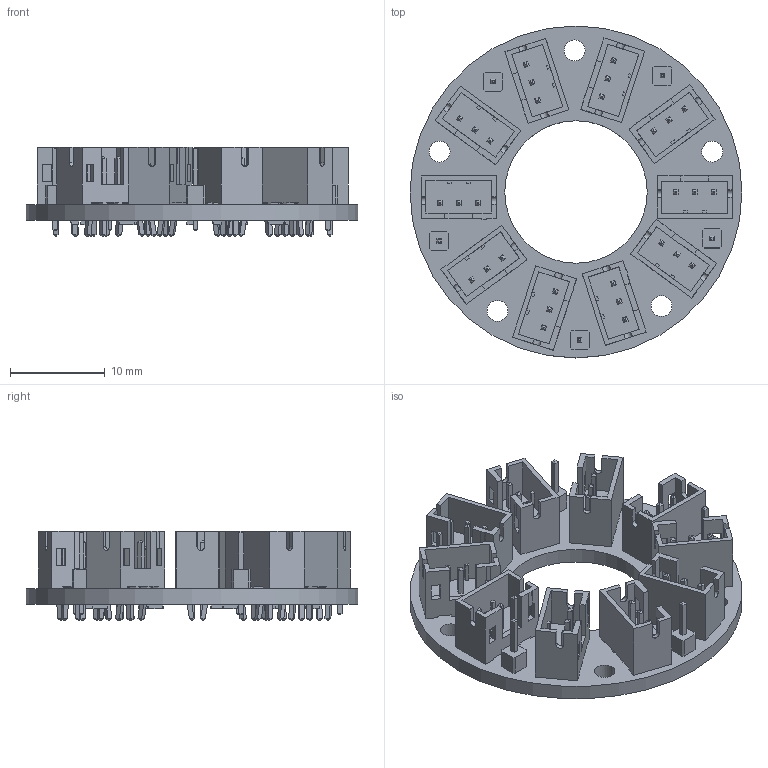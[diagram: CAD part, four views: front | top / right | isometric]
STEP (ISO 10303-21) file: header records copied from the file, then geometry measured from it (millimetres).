
FILE_DESCRIPTION(('KiCad electronic assembly'),'2;1');
FILE_NAME('LED_Board.step','2021-06-14T09:01:49',('An Author'),( 'A Company'),'Open CASCADE STEP processor 6.9', 'KiCad to STEP converter','Unknown');
FILE_SCHEMA(('AUTOMOTIVE_DESIGN { 1 0 10303 214 1 1 1 1 }'));
Length unit declared in the file: millimetre
Products named in the file (8): Open CASCADE STEP translator 6.9 1; PinHeader_1x01_P2.00mm_Vertical; SOLID; R_0603_1608Metric; JST_PH_B3B-PH-K_1x03_P2.00mm_Vertical; COMPOUND
Assembly tree (29 placements, depth 3):
  Open CASCADE STEP translator 6.9 1
    PinHeader_1x01_P2.00mm_Vertical  x5
      SOLID
    R_0603_1608Metric  x10
      SOLID
    JST_PH_B3B-PH-K_1x03_P2.00mm_Vertical  x10
      SOLID
    COMPOUND
Bounding box: 34.95 x 34.95 x 9.4 mm (x, y, z)
Volume: 2317.8 mm3; surface area: 5449.3 mm2
Topology: 26 solids, 26 shells, 1654 faces, 4386 edges, 2844 vertices
Faces by surface type: plane 1512, cylinder 142
Full cylindrical faces by diameter (mm): 0.75 x30, 0.8 x5, 2.2 x5, 15 x1, 34.95 x1
Entity records: 16089 total; most frequent: CARTESIAN_POINT 2435, DIRECTION 2345, LINE 1544, VECTOR 1544, ORIENTED_EDGE 1168, PCURVE 1168, DEFINITIONAL_REPRESENTATION 1168, EDGE_CURVE 584
